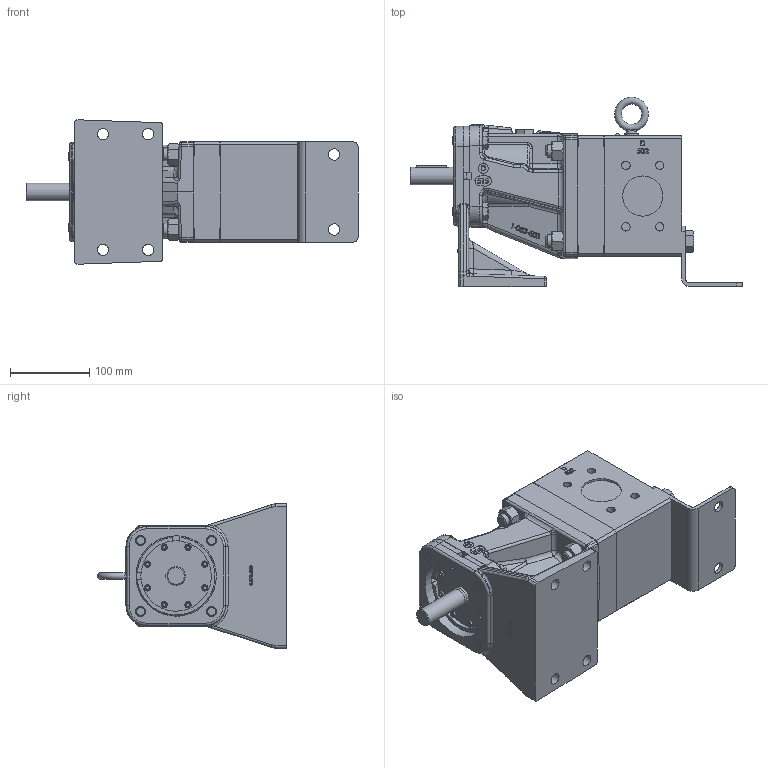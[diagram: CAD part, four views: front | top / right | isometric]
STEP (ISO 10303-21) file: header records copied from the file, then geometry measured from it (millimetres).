
FILE_DESCRIPTION (( 'STEP AP214' ), '1' );
FILE_NAME ('GPV-1013-010-U.STEP', '2016-09-27T18:38:40', ( '' ), ( '' ), 'SwSTEP 2.0', 'SolidWorks 2015', '' );
FILE_SCHEMA (( 'AUTOMOTIVE_DESIGN' ));
Length unit declared in the file: inch
Products named in the file (1): GPV-1013-010-U
Bounding box: 419.89 x 239.2 x 182.48 mm (x, y, z)
Volume: 5001777.2 mm3; surface area: 363851.1 mm2
Topology: 6 solids, 6 shells, 2136 faces, 5326 edges, 3404 vertices
Faces by surface type: plane 1326, bspline 374, cylinder 253, cone 149, sphere 30, torus 4
Full cylindrical faces by diameter (mm): 7.925 x8, 10.716 x12, 12.7 x6, 14.275 x6, 14.287 x4, 15.681 x4, 16.637 x1, 22.212 x1, 23.647 x1, 25.4 x1, 29.972 x1, 38.1 x1, 50.8 x2, 101.689 x1
Entity records: 158172 total; most frequent: CARTESIAN_POINT 83410, ORIENTED_EDGE 10240, DIRECTION 8188, EDGE_CURVE 5120, LINE 3472, VECTOR 3472, VERTEX_POINT 3358, EDGE_LOOP 2528
